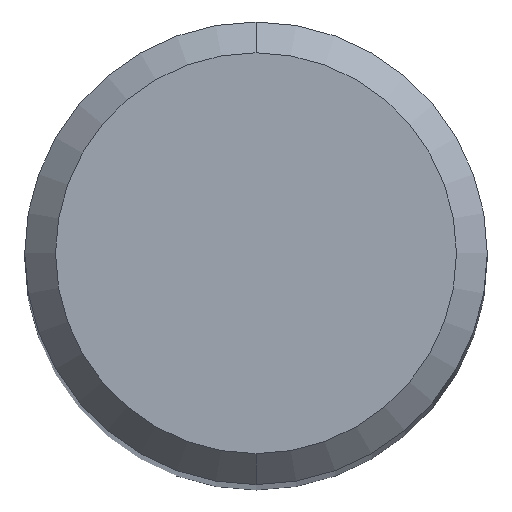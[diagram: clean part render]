
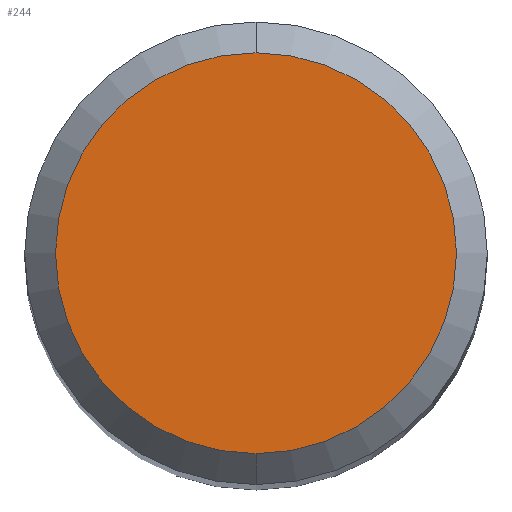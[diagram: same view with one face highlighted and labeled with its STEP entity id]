
A CAD part, top view. The second image highlights one B-rep face of the part: STEP entity #244.
In plain terms, the highlighted planar face has unit normal (0, 0, 1).
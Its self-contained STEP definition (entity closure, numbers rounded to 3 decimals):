
#108=EDGE_CURVE('',#176,#132,#274,.T.);
#132=VERTEX_POINT('',#300);
#136=EDGE_CURVE('',#132,#176,#305,.T.);
#176=VERTEX_POINT('',#350);
#244=ADVANCED_FACE('',(#427),#428,.T.);
#274=CIRCLE('',#451,2.6);
#300=CARTESIAN_POINT('',(0.,-2.6,0.0));
#305=CIRCLE('',#492,2.6);
#350=CARTESIAN_POINT('',(0.0,2.6,0.0));
#427=FACE_OUTER_BOUND('',#643,.T.);
#428=PLANE('',#644);
#451=AXIS2_PLACEMENT_3D('',#660,#661,#662);
#492=AXIS2_PLACEMENT_3D('',#699,#700,#701);
#643=EDGE_LOOP('',(#864,#865));
#644=AXIS2_PLACEMENT_3D('',#866,#867,#868);
#660=CARTESIAN_POINT('',(0.0,0.0,0.0));
#661=DIRECTION('',(0.0,0.0,-1.0));
#662=DIRECTION('',(0.0,1.0,0.0));
#699=CARTESIAN_POINT('',(0.0,0.0,0.0));
#700=DIRECTION('',(0.0,0.0,-1.0));
#701=DIRECTION('',(0.0,1.0,0.0));
#864=ORIENTED_EDGE('',*,*,#108,.F.);
#865=ORIENTED_EDGE('',*,*,#136,.F.);
#866=CARTESIAN_POINT('',(0.0,1.3,0.0));
#867=DIRECTION('',(-0.0,0.0,1.0));
#868=DIRECTION('',(0.0,-1.0,0.0));
